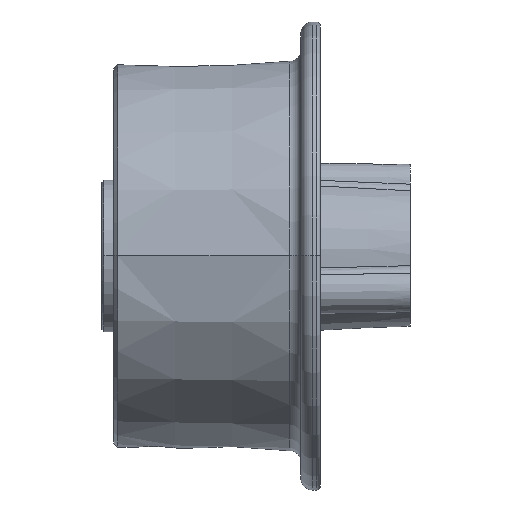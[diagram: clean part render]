
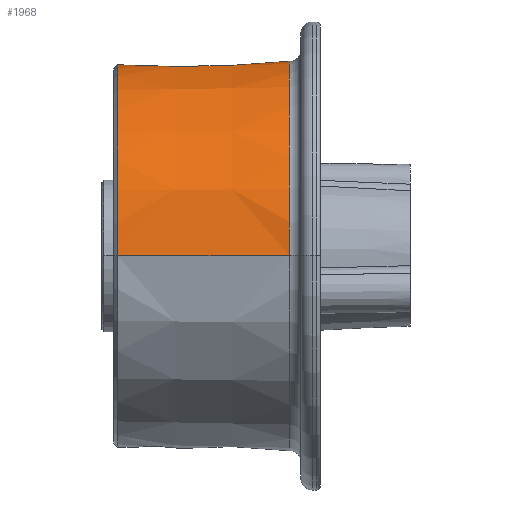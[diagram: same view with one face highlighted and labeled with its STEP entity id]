
A CAD part, top view. The second image highlights one B-rep face of the part: STEP entity #1968.
In plain terms, the highlighted conical face has half-angle 1.193 degrees and reference radius 49.939 mm.
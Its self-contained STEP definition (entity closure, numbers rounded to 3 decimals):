
#770 = VERTEX_POINT ( 'NONE', #4956 ) ;
#1106 = EDGE_CURVE ( 'NONE', #14911, #1140, #12172, .T. ) ;
#1140 = VERTEX_POINT ( 'NONE', #1858 ) ;
#1790 = CARTESIAN_POINT ( 'NONE',  ( 45.062, 0., 0. ) ) ;
#1858 = CARTESIAN_POINT ( 'NONE',  ( 1., 0., 49.021 ) ) ;
#1928 = VECTOR ( 'NONE', #8221, 1000. ) ;
#1968 = ADVANCED_FACE ( 'NONE', ( #2567 ), #11881, .T. ) ;
#2459 = DIRECTION ( 'NONE',  ( 0., 0., 1. ) ) ;
#2567 = FACE_OUTER_BOUND ( 'NONE', #9153, .T. ) ;
#3197 = DIRECTION ( 'NONE',  ( 1., 0., -0.021 ) ) ;
#3874 = AXIS2_PLACEMENT_3D ( 'NONE', #1790, #11574, #11662 ) ;
#4521 = ORIENTED_EDGE ( 'NONE', *, *, #6271, .F. ) ;
#4671 = CARTESIAN_POINT ( 'NONE',  ( 1., 0., -49.021 ) ) ;
#4697 = EDGE_CURVE ( 'NONE', #1140, #770, #11289, .T. ) ;
#4779 = CARTESIAN_POINT ( 'NONE',  ( 45.062, 0., -49.939 ) ) ;
#4956 = CARTESIAN_POINT ( 'NONE',  ( 45.062, 0., 49.939 ) ) ;
#6271 = EDGE_CURVE ( 'NONE', #14911, #16338, #14455, .T. ) ;
#6711 = ORIENTED_EDGE ( 'NONE', *, *, #1106, .T. ) ;
#7847 = CARTESIAN_POINT ( 'NONE',  ( 45.062, 0., 0. ) ) ;
#7899 = EDGE_CURVE ( 'NONE', #770, #16338, #11462, .T. ) ;
#8221 = DIRECTION ( 'NONE',  ( 1., 0., 0.021 ) ) ;
#9153 = EDGE_LOOP ( 'NONE', ( #6711, #12245, #18314, #4521 ) ) ;
#9377 = AXIS2_PLACEMENT_3D ( 'NONE', #7847, #12583, #2459 ) ;
#10330 = DIRECTION ( 'NONE',  ( 0., 0., 1. ) ) ;
#11289 = LINE ( 'NONE', #15560, #1928 ) ;
#11462 = CIRCLE ( 'NONE', #9377, 49.939 ) ;
#11574 = DIRECTION ( 'NONE',  ( 1., 0., 0. ) ) ;
#11662 = DIRECTION ( 'NONE',  ( 0., 0., -1. ) ) ;
#11721 = CARTESIAN_POINT ( 'NONE',  ( 1., 0., 0. ) ) ;
#11881 = CONICAL_SURFACE ( 'NONE', #3874, 49.939, 0.021 ) ;
#12172 = CIRCLE ( 'NONE', #14253, 49.021 ) ;
#12245 = ORIENTED_EDGE ( 'NONE', *, *, #4697, .T. ) ;
#12583 = DIRECTION ( 'NONE',  ( -1., 0., 0. ) ) ;
#13290 = DIRECTION ( 'NONE',  ( 1., 0., 0. ) ) ;
#14253 = AXIS2_PLACEMENT_3D ( 'NONE', #11721, #13290, #10330 ) ;
#14455 = LINE ( 'NONE', #4779, #16081 ) ;
#14911 = VERTEX_POINT ( 'NONE', #4671 ) ;
#15560 = CARTESIAN_POINT ( 'NONE',  ( 45.062, 0., 49.939 ) ) ;
#16081 = VECTOR ( 'NONE', #3197, 1000. ) ;
#16236 = CARTESIAN_POINT ( 'NONE',  ( 45.062, 0., -49.939 ) ) ;
#16338 = VERTEX_POINT ( 'NONE', #16236 ) ;
#18314 = ORIENTED_EDGE ( 'NONE', *, *, #7899, .T. ) ;
